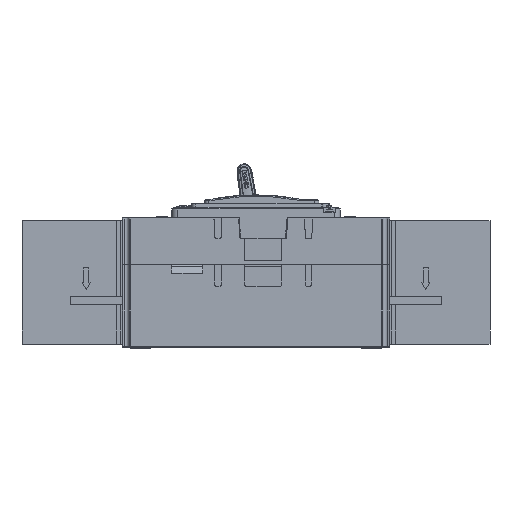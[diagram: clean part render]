
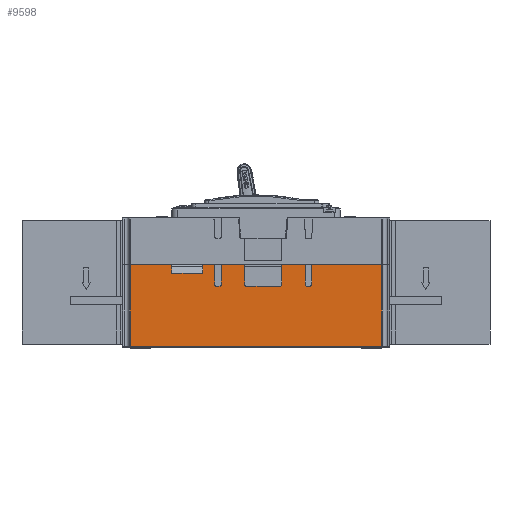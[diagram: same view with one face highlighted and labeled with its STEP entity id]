
A CAD part, front view. The second image highlights one B-rep face of the part: STEP entity #9598.
In plain terms, the highlighted planar face has unit normal (0, -1, 0).
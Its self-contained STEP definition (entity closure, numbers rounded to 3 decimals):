
#4757=PLANE('',#82622);
#9598=ADVANCED_FACE('',(#14847),#4757,.T.);
#14847=FACE_OUTER_BOUND('',#19436,.T.);
#19436=EDGE_LOOP('',(#41861,#41862,#41863,#41864,#41865,#41866,#41867,#41868,
#41869,#41870,#41871,#41872,#41873,#41874,#41875,#41876,#41877,#41878,#41879,
#41880,#41881,#41882,#41883,#41884,#41885,#41886));
#22297=CIRCLE('',#82587,0.5);
#22300=CIRCLE('',#82593,0.5);
#22301=CIRCLE('',#82596,0.5);
#22302=CIRCLE('',#82600,0.5);
#22303=CIRCLE('',#82610,0.5);
#22306=CIRCLE('',#82616,0.5);
#41861=ORIENTED_EDGE('',*,*,#61420,.F.);
#41862=ORIENTED_EDGE('',*,*,#61349,.F.);
#41863=ORIENTED_EDGE('',*,*,#61421,.F.);
#41864=ORIENTED_EDGE('',*,*,#61359,.T.);
#41865=ORIENTED_EDGE('',*,*,#61356,.T.);
#41866=ORIENTED_EDGE('',*,*,#61352,.F.);
#41867=ORIENTED_EDGE('',*,*,#61366,.T.);
#41868=ORIENTED_EDGE('',*,*,#61368,.T.);
#41869=ORIENTED_EDGE('',*,*,#61422,.F.);
#41870=ORIENTED_EDGE('',*,*,#61378,.T.);
#41871=ORIENTED_EDGE('',*,*,#61381,.T.);
#41872=ORIENTED_EDGE('',*,*,#61386,.F.);
#41873=ORIENTED_EDGE('',*,*,#61369,.T.);
#41874=ORIENTED_EDGE('',*,*,#61394,.F.);
#41875=ORIENTED_EDGE('',*,*,#61423,.F.);
#41876=ORIENTED_EDGE('',*,*,#61402,.T.);
#41877=ORIENTED_EDGE('',*,*,#61399,.T.);
#41878=ORIENTED_EDGE('',*,*,#61395,.F.);
#41879=ORIENTED_EDGE('',*,*,#61409,.T.);
#41880=ORIENTED_EDGE('',*,*,#61411,.T.);
#41881=ORIENTED_EDGE('',*,*,#61424,.F.);
#41882=ORIENTED_EDGE('',*,*,#61414,.T.);
#41883=ORIENTED_EDGE('',*,*,#61417,.F.);
#41884=ORIENTED_EDGE('',*,*,#61418,.T.);
#41885=ORIENTED_EDGE('',*,*,#61425,.T.);
#41886=ORIENTED_EDGE('',*,*,#61426,.T.);
#50795=VERTEX_POINT('',#132760);
#50796=VERTEX_POINT('',#132761);
#50797=VERTEX_POINT('',#132766);
#50798=VERTEX_POINT('',#132767);
#50801=VERTEX_POINT('',#132775);
#50803=VERTEX_POINT('',#132781);
#50807=VERTEX_POINT('',#132793);
#50808=VERTEX_POINT('',#132797);
#50809=VERTEX_POINT('',#132801);
#50810=VERTEX_POINT('',#132802);
#50817=VERTEX_POINT('',#132822);
#50818=VERTEX_POINT('',#132824);
#50820=VERTEX_POINT('',#132829);
#50826=VERTEX_POINT('',#132856);
#50827=VERTEX_POINT('',#132860);
#50828=VERTEX_POINT('',#132861);
#50831=VERTEX_POINT('',#132869);
#50833=VERTEX_POINT('',#132875);
#50837=VERTEX_POINT('',#132887);
#50838=VERTEX_POINT('',#132891);
#50840=VERTEX_POINT('',#132896);
#50841=VERTEX_POINT('',#132898);
#50843=VERTEX_POINT('',#132904);
#50844=VERTEX_POINT('',#132908);
#50845=VERTEX_POINT('',#132912);
#50846=VERTEX_POINT('',#132918);
#61349=EDGE_CURVE('',#50795,#50796,#68619,.T.);
#61352=EDGE_CURVE('',#50797,#50798,#68620,.T.);
#61356=EDGE_CURVE('',#50801,#50798,#22297,.T.);
#61359=EDGE_CURVE('',#50803,#50801,#68625,.T.);
#61366=EDGE_CURVE('',#50797,#50807,#22300,.T.);
#61368=EDGE_CURVE('',#50807,#50808,#68632,.T.);
#61369=EDGE_CURVE('',#50809,#50810,#22301,.T.);
#61378=EDGE_CURVE('',#50818,#50817,#68640,.T.);
#61381=EDGE_CURVE('',#50817,#50820,#22302,.T.);
#61386=EDGE_CURVE('',#50809,#50820,#68646,.T.);
#61394=EDGE_CURVE('',#50826,#50810,#68652,.T.);
#61395=EDGE_CURVE('',#50827,#50828,#68653,.T.);
#61399=EDGE_CURVE('',#50831,#50828,#22303,.T.);
#61402=EDGE_CURVE('',#50833,#50831,#68658,.T.);
#61409=EDGE_CURVE('',#50827,#50837,#22306,.T.);
#61411=EDGE_CURVE('',#50837,#50838,#68665,.T.);
#61414=EDGE_CURVE('',#50840,#50841,#68668,.T.);
#61417=EDGE_CURVE('',#50843,#50841,#68671,.T.);
#61418=EDGE_CURVE('',#50843,#50844,#68672,.T.);
#61420=EDGE_CURVE('',#50796,#50845,#68674,.T.);
#61421=EDGE_CURVE('',#50803,#50795,#68675,.T.);
#61422=EDGE_CURVE('',#50818,#50808,#68676,.T.);
#61423=EDGE_CURVE('',#50833,#50826,#68677,.T.);
#61424=EDGE_CURVE('',#50840,#50838,#68678,.T.);
#61425=EDGE_CURVE('',#50844,#50846,#68679,.T.);
#61426=EDGE_CURVE('',#50846,#50845,#68680,.T.);
#68619=LINE('',#132759,#75822);
#68620=LINE('',#132765,#75823);
#68625=LINE('',#132780,#75828);
#68632=LINE('',#132798,#75835);
#68640=LINE('',#132823,#75843);
#68646=LINE('',#132841,#75849);
#68652=LINE('',#132857,#75855);
#68653=LINE('',#132859,#75856);
#68658=LINE('',#132874,#75861);
#68665=LINE('',#132892,#75868);
#68668=LINE('',#132899,#75871);
#68671=LINE('',#132905,#75874);
#68672=LINE('',#132907,#75875);
#68674=LINE('',#132911,#75877);
#68675=LINE('',#132913,#75878);
#68676=LINE('',#132914,#75879);
#68677=LINE('',#132915,#75880);
#68678=LINE('',#132916,#75881);
#68679=LINE('',#132917,#75882);
#68680=LINE('',#132919,#75883);
#75822=VECTOR('',#101292,1.);
#75823=VECTOR('',#101299,1.);
#75828=VECTOR('',#101312,1.);
#75835=VECTOR('',#101329,1.);
#75843=VECTOR('',#101345,1.);
#75849=VECTOR('',#101357,1.);
#75855=VECTOR('',#101375,1.);
#75856=VECTOR('',#101378,1.);
#75861=VECTOR('',#101391,1.);
#75868=VECTOR('',#101408,1.);
#75871=VECTOR('',#101413,1.);
#75874=VECTOR('',#101418,1.);
#75875=VECTOR('',#101421,1.);
#75877=VECTOR('',#101425,1.);
#75878=VECTOR('',#101426,1.);
#75879=VECTOR('',#101427,1.);
#75880=VECTOR('',#101428,1.);
#75881=VECTOR('',#101429,1.);
#75882=VECTOR('',#101430,1.);
#75883=VECTOR('',#101431,1.);
#82587=AXIS2_PLACEMENT_3D('',#132774,#101305,#101306);
#82593=AXIS2_PLACEMENT_3D('',#132794,#101324,#101325);
#82596=AXIS2_PLACEMENT_3D('',#132800,#101332,#101333);
#82600=AXIS2_PLACEMENT_3D('',#132830,#101350,#101351);
#82610=AXIS2_PLACEMENT_3D('',#132868,#101384,#101385);
#82616=AXIS2_PLACEMENT_3D('',#132888,#101403,#101404);
#82622=AXIS2_PLACEMENT_3D('',#132920,#101432,#101433);
#101292=DIRECTION('',(0.,0.,-1.));
#101299=DIRECTION('',(1.,0.,0.));
#101305=DIRECTION('',(0.,1.,0.));
#101306=DIRECTION('',(1.,0.,0.));
#101312=DIRECTION('',(0.,0.,-1.));
#101324=DIRECTION('',(0.,1.,0.));
#101325=DIRECTION('',(0.,0.,-1.));
#101329=DIRECTION('',(0.,0.,1.));
#101332=DIRECTION('',(0.,1.,0.));
#101333=DIRECTION('',(0.,0.,-1.));
#101345=DIRECTION('',(0.,0.,-1.));
#101350=DIRECTION('',(0.,1.,0.));
#101351=DIRECTION('',(1.,0.,0.));
#101357=DIRECTION('',(1.,0.,0.));
#101375=DIRECTION('',(0.,0.,-1.));
#101378=DIRECTION('',(1.,0.,0.));
#101384=DIRECTION('',(0.,1.,0.));
#101385=DIRECTION('',(1.,0.,0.));
#101391=DIRECTION('',(0.,0.,-1.));
#101403=DIRECTION('',(0.,1.,0.));
#101404=DIRECTION('',(0.,0.,-1.));
#101408=DIRECTION('',(0.,0.,1.));
#101413=DIRECTION('',(0.,0.,-1.));
#101418=DIRECTION('',(1.,0.,0.));
#101421=DIRECTION('',(0.,0.,1.));
#101425=DIRECTION('',(-1.,0.,0.));
#101426=DIRECTION('',(1.,0.,0.));
#101427=DIRECTION('',(1.,0.,0.));
#101428=DIRECTION('',(1.,0.,0.));
#101429=DIRECTION('',(1.,0.,0.));
#101430=DIRECTION('',(-1.,0.,0.));
#101431=DIRECTION('',(0.,0.,-1.));
#101432=DIRECTION('',(0.,-1.,0.));
#101433=DIRECTION('',(-1.,0.,0.));
#132759=CARTESIAN_POINT('',(126.264,0.,-1.));
#132760=CARTESIAN_POINT('',(126.264,0.,-1.));
#132761=CARTESIAN_POINT('',(126.264,0.,-40.5));
#132765=CARTESIAN_POINT('',(89.5,0.,-11.3));
#132766=CARTESIAN_POINT('',(89.5,0.,-11.3));
#132767=CARTESIAN_POINT('',(91.5,0.,-11.3));
#132774=CARTESIAN_POINT('',(91.5,0.,-10.8));
#132775=CARTESIAN_POINT('',(92.,0.,-10.8));
#132780=CARTESIAN_POINT('',(92.,0.,-1.));
#132781=CARTESIAN_POINT('',(92.,0.,-1.));
#132793=CARTESIAN_POINT('',(89.,0.,-10.8));
#132794=CARTESIAN_POINT('',(89.5,0.,-10.8));
#132797=CARTESIAN_POINT('',(89.,0.,-1.));
#132798=CARTESIAN_POINT('',(89.,0.,-10.8));
#132800=CARTESIAN_POINT('',(60.,0.,-10.8));
#132801=CARTESIAN_POINT('',(60.,0.,-11.3));
#132802=CARTESIAN_POINT('',(59.5,0.,-10.8));
#132822=CARTESIAN_POINT('',(77.5,0.,-10.8));
#132823=CARTESIAN_POINT('',(77.5,0.,-1.));
#132824=CARTESIAN_POINT('',(77.5,0.,-1.));
#132829=CARTESIAN_POINT('',(77.,0.,-11.3));
#132830=CARTESIAN_POINT('',(77.,0.,-10.8));
#132841=CARTESIAN_POINT('',(60.,0.,-11.3));
#132856=CARTESIAN_POINT('',(59.5,0.,-1.));
#132857=CARTESIAN_POINT('',(59.5,0.,-1.));
#132859=CARTESIAN_POINT('',(45.5,0.,-11.3));
#132860=CARTESIAN_POINT('',(45.5,0.,-11.3));
#132861=CARTESIAN_POINT('',(47.5,0.,-11.3));
#132868=CARTESIAN_POINT('',(47.5,0.,-10.8));
#132869=CARTESIAN_POINT('',(48.,0.,-10.8));
#132874=CARTESIAN_POINT('',(48.,0.,-1.));
#132875=CARTESIAN_POINT('',(48.,0.,-1.));
#132887=CARTESIAN_POINT('',(45.,0.,-10.8));
#132888=CARTESIAN_POINT('',(45.5,0.,-10.8));
#132891=CARTESIAN_POINT('',(45.,0.,-1.));
#132892=CARTESIAN_POINT('',(45.,0.,-10.8));
#132896=CARTESIAN_POINT('',(39.,0.,-1.));
#132898=CARTESIAN_POINT('',(39.,0.,-5.));
#132899=CARTESIAN_POINT('',(39.,0.,-1.));
#132904=CARTESIAN_POINT('',(24.,0.,-5.));
#132905=CARTESIAN_POINT('',(24.,0.,-5.));
#132907=CARTESIAN_POINT('',(24.,0.,-5.));
#132908=CARTESIAN_POINT('',(24.,0.,-1.));
#132911=CARTESIAN_POINT('',(126.264,0.,-40.5));
#132912=CARTESIAN_POINT('',(3.736,0.,-40.5));
#132913=CARTESIAN_POINT('',(92.,0.,-1.));
#132914=CARTESIAN_POINT('',(77.5,0.,-1.));
#132915=CARTESIAN_POINT('',(48.,0.,-1.));
#132916=CARTESIAN_POINT('',(39.,0.,-1.));
#132917=CARTESIAN_POINT('',(24.,0.,-1.));
#132918=CARTESIAN_POINT('',(3.736,0.,-1.));
#132919=CARTESIAN_POINT('',(3.736,0.,-1.));
#132920=CARTESIAN_POINT('',(0.,0.,-55.5));
